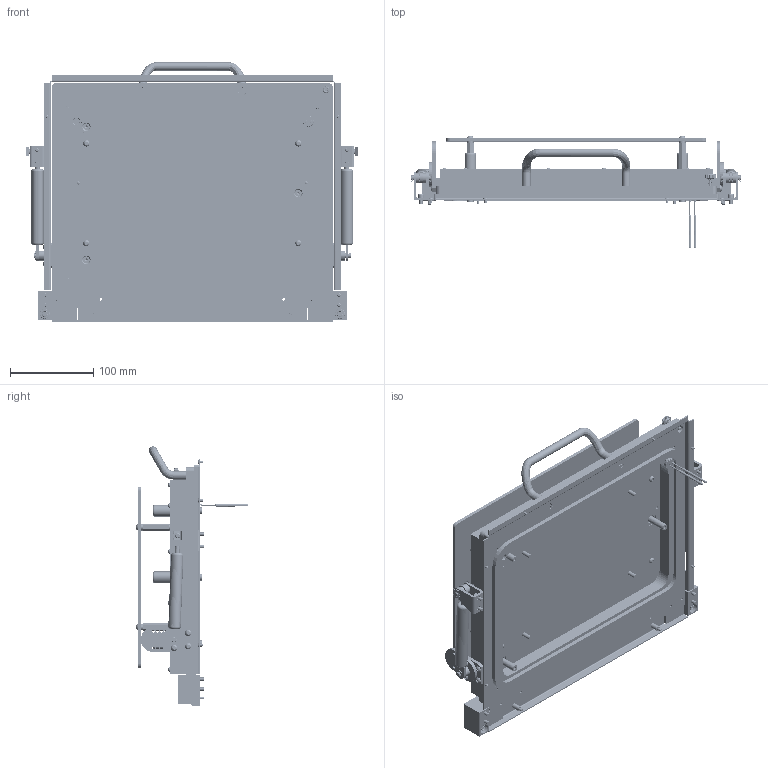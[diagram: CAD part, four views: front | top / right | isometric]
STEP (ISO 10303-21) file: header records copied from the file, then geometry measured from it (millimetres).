
FILE_DESCRIPTION (( 'STEP AP214' ), '1' );
FILE_NAME ('INGUN_34546.STEP', '2022-02-07T14:40:26', ( '' ), ( '' ), 'SwSTEP 2.0', 'SolidWorks 2018', '' );
FILE_SCHEMA (( 'AUTOMOTIVE_DESIGN' ));
Length unit declared in the file: millimetre
Products named in the file (57): GKS-114-0011~-g-k-s_Hub = 04,0 <S>; 34542~5; 2196~6; INGUN_34546; 12681~3; KS-113-Master~-k-s_KS-113 23; 2204~0; ASR~-a-s-r_拱06,2x04x拌12; 25224~1; 2348_3~0; DIN912~n_M04,0x008; 14282-2030-EC~0; K_33808~0_4 m6 x 12; 41666~1; 1589~0; 2348_1~0; 42774~1_S; 2497~0_L„nge_125min <Standard>; ISO7380~n_M03,0x006; 25222~0; 16058~0; ISO7380~n_M03,0x005; 43062~0_S; 35623~0_S; 17053~2; ISO7380~n_M04,0x020; DIN912~n_M04,0x025; 16834~0; 14282-2030-2~0; 3512~0_Stadard; 2806~1; 2528~0_gedr…kt<Standard>; 34543~4; 2348~0; 3286~0; 2694~0; 2348_4~0; DIN912~n_M04,0x012; 25225~1; 33562~2_ZSK 2030-ADP (geschlossen) ...
Assembly tree (150 placements, depth 4):
  INGUN_34546
    33562~2_ZSK 2030-ADP (geschlossen)
      34543~4
      34542~5
      46762~1
      25222~0
      25223~0  x2
      25224~1
      25225~1
      25226~3  x2
      8577~1
      2204~0  x4
      14282-2030-EC~0
      14282-2030-2~0
      2645~0  x4
      41666~1
      3286~0  x2
      16318~0  x2
      2806~1
      2196~6  x3
      34545~4_S
      35623~0_S
      43062~0_S  x2
        42774~1_S
        17053~2
        DIN_6799_-_A2~n_d 5
        ISO7380~n_M04,0x008
      2586~0  x2
      4822~0
      1589~0
      2528~0_gedr…kt<Standard>
      16058~0  x2
      16834~0  x24
      2694~0  x2
      K_33808~0_4 m6 x 12  x2
      DIN912~n_M04,0x020
      ISO7380~n_M03,0x016  x2
      ISO7380~n_M03,0x005  x6
      ISO7380~n_M04,0x008  x4
      ISO7380~n_M03,0x006  x16
      ISO7380~n_M04,0x012  x4
      ISO7380~n_M04,0x020  x4
      DIN912~n_M04,0x008  x2
      DIN912~n_M04,0x012  x2
      3512~0_Stadard  x2
    2497~0_L„nge_125min <Standard>  x2
    2348~0  x2
      2348_3~0
      2348_4~0
      2348_2~0
      2348_1~0
    ASR~-a-s-r_拱06,2x04x拌12  x4
    25531~1_Hub = 04,0 <S>
      KS-113-Master~-k-s_KS-113 23  x2
      GKS-114-0011~-g-k-s_Hub = 04,0 <S>  x2
    2229~6  x3
    12681~3  x4
    DIN912~n_M04,0x008  x4
    DIN912~n_M04,0x025  x4
Bounding box: 399.3 x 134.5 x 312 mm (x, y, z)
Volume: 2129686.8 mm3; surface area: 772511.7 mm2
Topology: 157 solids, 157 shells, 3763 faces, 9178 edges, 5880 vertices
Faces by surface type: cylinder 1986, plane 1123, cone 388, bspline 134, torus 124, sphere 8
Entity records: 70801 total; most frequent: CARTESIAN_POINT 23596, DIRECTION 9686, ORIENTED_EDGE 8650, EDGE_CURVE 4325, AXIS2_PLACEMENT_3D 3799, VERTEX_POINT 2790, LINE 2088, VECTOR 2088
